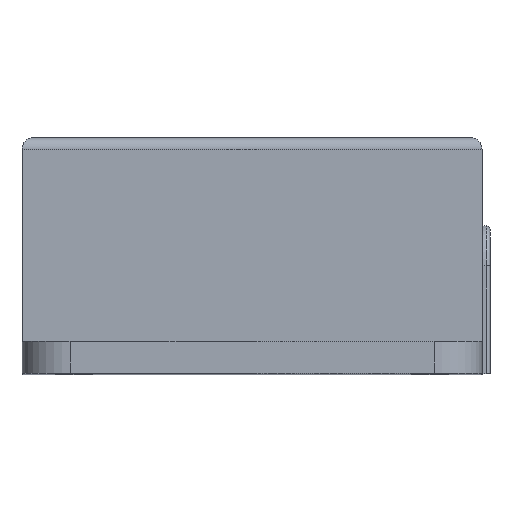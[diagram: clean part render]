
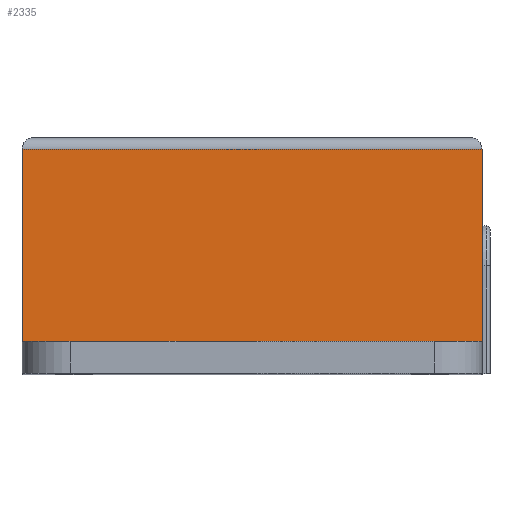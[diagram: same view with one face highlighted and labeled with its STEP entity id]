
A CAD part, top view. The second image highlights one B-rep face of the part: STEP entity #2335.
In plain terms, the highlighted planar face has unit normal (0, 0, 1).
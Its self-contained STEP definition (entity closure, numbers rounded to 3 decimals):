
#305=FACE_OUTER_BOUND('',#428,.T.);
#428=EDGE_LOOP('',(#1680,#1681,#1682,#1683));
#609=LINE('',#3631,#811);
#613=LINE('',#3660,#815);
#614=LINE('',#3662,#816);
#615=LINE('',#3663,#817);
#811=VECTOR('',#2896,10.);
#815=VECTOR('',#2912,10.);
#816=VECTOR('',#2913,10.);
#817=VECTOR('',#2914,10.);
#1019=VERTEX_POINT('',#3601);
#1023=VERTEX_POINT('',#3630);
#1027=VERTEX_POINT('',#3659);
#1028=VERTEX_POINT('',#3661);
#1288=EDGE_CURVE('',#1023,#1019,#609,.T.);
#1296=EDGE_CURVE('',#1027,#1023,#613,.T.);
#1297=EDGE_CURVE('',#1028,#1027,#614,.T.);
#1298=EDGE_CURVE('',#1028,#1019,#615,.T.);
#1680=ORIENTED_EDGE('',*,*,#1288,.F.);
#1681=ORIENTED_EDGE('',*,*,#1296,.F.);
#1682=ORIENTED_EDGE('',*,*,#1297,.F.);
#1683=ORIENTED_EDGE('',*,*,#1298,.T.);
#2245=PLANE('',#2515);
#2335=ADVANCED_FACE('',(#305),#2245,.T.);
#2515=AXIS2_PLACEMENT_3D('',#3658,#2910,#2911);
#2896=DIRECTION('',(1.,0.,0.));
#2910=DIRECTION('center_axis',(0.,0.,1.));
#2911=DIRECTION('ref_axis',(1.,0.,0.));
#2912=DIRECTION('',(0.,1.,0.));
#2913=DIRECTION('',(-1.,0.,0.));
#2914=DIRECTION('',(0.,1.,0.));
#3601=CARTESIAN_POINT('',(29.5,24.01,39.5));
#3630=CARTESIAN_POINT('',(-28.,24.01,39.5));
#3631=CARTESIAN_POINT('',(-13.625,24.01,39.5));
#3658=CARTESIAN_POINT('Origin',(-28.,0.,39.5));
#3659=CARTESIAN_POINT('',(-28.,0.,39.5));
#3660=CARTESIAN_POINT('',(-28.,0.,39.5));
#3661=CARTESIAN_POINT('',(29.5,0.,39.5));
#3662=CARTESIAN_POINT('',(-13.625,0.,39.5));
#3663=CARTESIAN_POINT('',(29.5,8.5,39.5));
